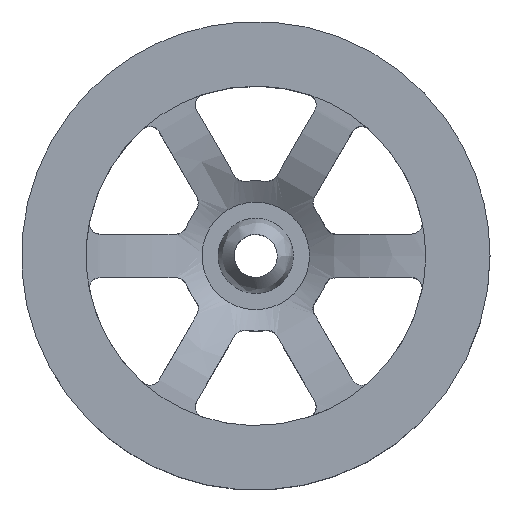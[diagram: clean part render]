
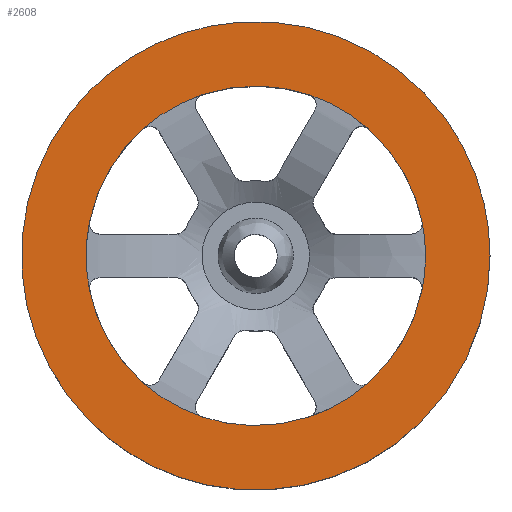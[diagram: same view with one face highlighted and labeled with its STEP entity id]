
A CAD part, top view. The second image highlights one B-rep face of the part: STEP entity #2608.
In plain terms, the highlighted free-form (B-spline) face has degree [1, 1] with [2, 2] control points.
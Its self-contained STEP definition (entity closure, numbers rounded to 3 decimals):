
#981 = VERTEX_POINT('',#982);
#982 = CARTESIAN_POINT('',(8.161,1.7,7.914)
  );
#1108 = VERTEX_POINT('',#1109);
#1109 = CARTESIAN_POINT('',(8.161,-1.7,
    7.914));
#1245 = EDGE_CURVE('',#981,#1246,#1248,.T.);
#1246 = VERTEX_POINT('',#1247);
#1247 = CARTESIAN_POINT('',(8.336,0.,
    7.914));
#1248 = ( BOUNDED_CURVE() B_SPLINE_CURVE(2,(#1249,#1250,#1251),
.UNSPECIFIED.,.F.,.F.) B_SPLINE_CURVE_WITH_KNOTS((3,3),(6.078,
6.283),.PIECEWISE_BEZIER_KNOTS.) CURVE() 
GEOMETRIC_REPRESENTATION_ITEM() RATIONAL_B_SPLINE_CURVE((1.,
0.995,1.)) REPRESENTATION_ITEM('') );
#1249 = CARTESIAN_POINT('',(8.161,1.7,7.914
    ));
#1250 = CARTESIAN_POINT('',(8.336,0.859,7.914
    ));
#1251 = CARTESIAN_POINT('',(8.336,0.,
    7.914));
#1261 = EDGE_CURVE('',#1246,#1108,#1262,.T.);
#1262 = ( BOUNDED_CURVE() B_SPLINE_CURVE(2,(#1263,#1264,#1265),
.UNSPECIFIED.,.F.,.F.) B_SPLINE_CURVE_WITH_KNOTS((3,3),(0.,
0.205),.PIECEWISE_BEZIER_KNOTS.) CURVE() 
GEOMETRIC_REPRESENTATION_ITEM() RATIONAL_B_SPLINE_CURVE((1.,
0.995,1.)) REPRESENTATION_ITEM('') );
#1263 = CARTESIAN_POINT('',(8.336,0.,
    7.914));
#1264 = CARTESIAN_POINT('',(8.336,-0.859,
    7.914));
#1265 = CARTESIAN_POINT('',(8.161,-1.7,
    7.914));
#1309 = VERTEX_POINT('',#1310);
#1310 = CARTESIAN_POINT('',(5.552,-6.218,
    7.914));
#1321 = EDGE_CURVE('',#1309,#1322,#1324,.T.);
#1322 = VERTEX_POINT('',#1323);
#1323 = CARTESIAN_POINT('',(2.609,-7.918,
    7.914));
#1324 = ( BOUNDED_CURVE() B_SPLINE_CURVE(2,(#1325,#1326,#1327),
.UNSPECIFIED.,.F.,.F.) B_SPLINE_CURVE_WITH_KNOTS((3,3),(0.842,
1.253),.PIECEWISE_BEZIER_KNOTS.) CURVE() 
GEOMETRIC_REPRESENTATION_ITEM() RATIONAL_B_SPLINE_CURVE((1.,
0.979,1.)) REPRESENTATION_ITEM('') );
#1325 = CARTESIAN_POINT('',(5.552,-6.218,
    7.914));
#1326 = CARTESIAN_POINT('',(4.258,-7.374,
    7.914));
#1327 = CARTESIAN_POINT('',(2.609,-7.918,
    7.914));
#1445 = VERTEX_POINT('',#1446);
#1446 = CARTESIAN_POINT('',(-2.609,-7.918,
    7.914));
#1457 = EDGE_CURVE('',#1445,#1458,#1460,.T.);
#1458 = VERTEX_POINT('',#1459);
#1459 = CARTESIAN_POINT('',(-5.552,-6.218,
    7.914));
#1460 = ( BOUNDED_CURVE() B_SPLINE_CURVE(2,(#1461,#1462,#1463),
.UNSPECIFIED.,.F.,.F.) B_SPLINE_CURVE_WITH_KNOTS((3,3),(1.889,
2.3),.PIECEWISE_BEZIER_KNOTS.) CURVE() 
GEOMETRIC_REPRESENTATION_ITEM() RATIONAL_B_SPLINE_CURVE((1.,
0.979,1.)) REPRESENTATION_ITEM('') );
#1461 = CARTESIAN_POINT('',(-2.609,-7.918,
    7.914));
#1462 = CARTESIAN_POINT('',(-4.258,-7.374,
    7.914));
#1463 = CARTESIAN_POINT('',(-5.552,-6.218,
    7.914));
#1581 = VERTEX_POINT('',#1582);
#1582 = CARTESIAN_POINT('',(-8.161,-1.7,
    7.914));
#1593 = EDGE_CURVE('',#1581,#1594,#1596,.T.);
#1594 = VERTEX_POINT('',#1595);
#1595 = CARTESIAN_POINT('',(-8.161,1.7,
    7.914));
#1596 = ( BOUNDED_CURVE() B_SPLINE_CURVE(2,(#1597,#1598,#1599),
.UNSPECIFIED.,.F.,.F.) B_SPLINE_CURVE_WITH_KNOTS((3,3),(2.936,
3.347),.PIECEWISE_BEZIER_KNOTS.) CURVE() 
GEOMETRIC_REPRESENTATION_ITEM() RATIONAL_B_SPLINE_CURVE((1.,
0.979,1.)) REPRESENTATION_ITEM('') );
#1597 = CARTESIAN_POINT('',(-8.161,-1.7,
    7.914));
#1598 = CARTESIAN_POINT('',(-8.515,0.,
    7.914));
#1599 = CARTESIAN_POINT('',(-8.161,1.7,
    7.914));
#1721 = VERTEX_POINT('',#1722);
#1722 = CARTESIAN_POINT('',(-5.552,6.218,
    7.914));
#1733 = EDGE_CURVE('',#1721,#1734,#1736,.T.);
#1734 = VERTEX_POINT('',#1735);
#1735 = CARTESIAN_POINT('',(-2.609,7.918,
    7.914));
#1736 = ( BOUNDED_CURVE() B_SPLINE_CURVE(2,(#1737,#1738,#1739),
.UNSPECIFIED.,.F.,.F.) B_SPLINE_CURVE_WITH_KNOTS((3,3),(3.983,
4.394),.PIECEWISE_BEZIER_KNOTS.) CURVE() 
GEOMETRIC_REPRESENTATION_ITEM() RATIONAL_B_SPLINE_CURVE((1.,
0.979,1.)) REPRESENTATION_ITEM('') );
#1737 = CARTESIAN_POINT('',(-5.552,6.218,
    7.914));
#1738 = CARTESIAN_POINT('',(-4.258,7.374,
    7.914));
#1739 = CARTESIAN_POINT('',(-2.609,7.918,
    7.914));
#1857 = VERTEX_POINT('',#1858);
#1858 = CARTESIAN_POINT('',(2.609,7.918,7.914
    ));
#1869 = EDGE_CURVE('',#1857,#1870,#1872,.T.);
#1870 = VERTEX_POINT('',#1871);
#1871 = CARTESIAN_POINT('',(5.552,6.218,7.914
    ));
#1872 = ( BOUNDED_CURVE() B_SPLINE_CURVE(2,(#1873,#1874,#1875),
.UNSPECIFIED.,.F.,.F.) B_SPLINE_CURVE_WITH_KNOTS((3,3),(5.031,
5.441),.PIECEWISE_BEZIER_KNOTS.) CURVE() 
GEOMETRIC_REPRESENTATION_ITEM() RATIONAL_B_SPLINE_CURVE((1.,
0.979,1.)) REPRESENTATION_ITEM('') );
#1873 = CARTESIAN_POINT('',(2.609,7.918,7.914
    ));
#1874 = CARTESIAN_POINT('',(4.258,7.374,7.914
    ));
#1875 = CARTESIAN_POINT('',(5.552,6.218,7.914
    ));
#2477 = EDGE_CURVE('',#1870,#981,#2478,.T.);
#2478 = ( BOUNDED_CURVE() B_SPLINE_CURVE(2,(#2479,#2480,#2481),
.UNSPECIFIED.,.F.,.F.) B_SPLINE_CURVE_WITH_KNOTS((3,3),(5.441,
6.078),.PIECEWISE_BEZIER_KNOTS.) CURVE() 
GEOMETRIC_REPRESENTATION_ITEM() RATIONAL_B_SPLINE_CURVE((1.,0.95
,1.)) REPRESENTATION_ITEM('') );
#2479 = CARTESIAN_POINT('',(5.552,6.218,7.914
    ));
#2480 = CARTESIAN_POINT('',(7.601,4.389,7.914
    ));
#2481 = CARTESIAN_POINT('',(8.161,1.7,7.914
    ));
#2496 = EDGE_CURVE('',#1734,#1857,#2497,.T.);
#2497 = ( BOUNDED_CURVE() B_SPLINE_CURVE(2,(#2498,#2499,#2500),
.UNSPECIFIED.,.F.,.F.) B_SPLINE_CURVE_WITH_KNOTS((3,3),(4.394,
5.031),.PIECEWISE_BEZIER_KNOTS.) CURVE() 
GEOMETRIC_REPRESENTATION_ITEM() RATIONAL_B_SPLINE_CURVE((1.,0.95
,1.)) REPRESENTATION_ITEM('') );
#2498 = CARTESIAN_POINT('',(-2.609,7.918,
    7.914));
#2499 = CARTESIAN_POINT('',(0.,8.777,
    7.914));
#2500 = CARTESIAN_POINT('',(2.609,7.918,7.914
    ));
#2515 = EDGE_CURVE('',#1594,#1721,#2516,.T.);
#2516 = ( BOUNDED_CURVE() B_SPLINE_CURVE(2,(#2517,#2518,#2519),
.UNSPECIFIED.,.F.,.F.) B_SPLINE_CURVE_WITH_KNOTS((3,3),(3.347,
3.983),.PIECEWISE_BEZIER_KNOTS.) CURVE() 
GEOMETRIC_REPRESENTATION_ITEM() RATIONAL_B_SPLINE_CURVE((1.,0.95
,1.)) REPRESENTATION_ITEM('') );
#2517 = CARTESIAN_POINT('',(-8.161,1.7,
    7.914));
#2518 = CARTESIAN_POINT('',(-7.601,4.389,
    7.914));
#2519 = CARTESIAN_POINT('',(-5.552,6.218,
    7.914));
#2534 = EDGE_CURVE('',#1458,#1581,#2535,.T.);
#2535 = ( BOUNDED_CURVE() B_SPLINE_CURVE(2,(#2536,#2537,#2538),
.UNSPECIFIED.,.F.,.F.) B_SPLINE_CURVE_WITH_KNOTS((3,3),(2.3,
2.936),.PIECEWISE_BEZIER_KNOTS.) CURVE() 
GEOMETRIC_REPRESENTATION_ITEM() RATIONAL_B_SPLINE_CURVE((1.,0.95
,1.)) REPRESENTATION_ITEM('') );
#2536 = CARTESIAN_POINT('',(-5.552,-6.218,
    7.914));
#2537 = CARTESIAN_POINT('',(-7.601,-4.389,
    7.914));
#2538 = CARTESIAN_POINT('',(-8.161,-1.7,
    7.914));
#2553 = EDGE_CURVE('',#1322,#1445,#2554,.T.);
#2554 = ( BOUNDED_CURVE() B_SPLINE_CURVE(2,(#2555,#2556,#2557),
.UNSPECIFIED.,.F.,.F.) B_SPLINE_CURVE_WITH_KNOTS((3,3),(1.253,
1.889),.PIECEWISE_BEZIER_KNOTS.) CURVE() 
GEOMETRIC_REPRESENTATION_ITEM() RATIONAL_B_SPLINE_CURVE((1.,0.95
,1.)) REPRESENTATION_ITEM('') );
#2555 = CARTESIAN_POINT('',(2.609,-7.918,
    7.914));
#2556 = CARTESIAN_POINT('',(0.,-8.777,
    7.914));
#2557 = CARTESIAN_POINT('',(-2.609,-7.918,
    7.914));
#2572 = EDGE_CURVE('',#1108,#1309,#2573,.T.);
#2573 = ( BOUNDED_CURVE() B_SPLINE_CURVE(2,(#2574,#2575,#2576),
.UNSPECIFIED.,.F.,.F.) B_SPLINE_CURVE_WITH_KNOTS((3,3),(0.205,
0.842),.PIECEWISE_BEZIER_KNOTS.) CURVE() 
GEOMETRIC_REPRESENTATION_ITEM() RATIONAL_B_SPLINE_CURVE((1.,0.95
,1.)) REPRESENTATION_ITEM('') );
#2574 = CARTESIAN_POINT('',(8.161,-1.7,
    7.914));
#2575 = CARTESIAN_POINT('',(7.601,-4.389,
    7.914));
#2576 = CARTESIAN_POINT('',(5.552,-6.218,
    7.914));
#2608 = ADVANCED_FACE('',(#2609,#2623),#2638,.F.);
#2609 = FACE_BOUND('',#2610,.F.);
#2610 = EDGE_LOOP('',(#2611));
#2611 = ORIENTED_EDGE('',*,*,#2612,.T.);
#2612 = EDGE_CURVE('',#2613,#2613,#2615,.T.);
#2613 = VERTEX_POINT('',#2614);
#2614 = CARTESIAN_POINT('',(11.502,0.,
    7.914));
#2615 = ( BOUNDED_CURVE() B_SPLINE_CURVE(2,(#2616,#2617,#2618,#2619,
#2620,#2621,#2622),.UNSPECIFIED.,.T.,.F.) B_SPLINE_CURVE_WITH_KNOTS((1,2
    ,2,2,2,1),(-2.094,0.,2.094,4.189,
6.283,8.378),.UNSPECIFIED.) CURVE() 
GEOMETRIC_REPRESENTATION_ITEM() RATIONAL_B_SPLINE_CURVE((1.,0.5,1.,0.5,
1.,0.5,1.)) REPRESENTATION_ITEM('') );
#2616 = CARTESIAN_POINT('',(11.502,0.,
    7.914));
#2617 = CARTESIAN_POINT('',(11.502,-19.922,
    7.914));
#2618 = CARTESIAN_POINT('',(-5.751,-9.961,
    7.914));
#2619 = CARTESIAN_POINT('',(-23.004,0.,
    7.914));
#2620 = CARTESIAN_POINT('',(-5.751,9.961,
    7.914));
#2621 = CARTESIAN_POINT('',(11.502,19.922,
    7.914));
#2622 = CARTESIAN_POINT('',(11.502,0.,
    7.914));
#2623 = FACE_BOUND('',#2624,.F.);
#2624 = EDGE_LOOP('',(#2625,#2626,#2627,#2628,#2629,#2630,#2631,#2632,
    #2633,#2634,#2635,#2636,#2637));
#2625 = ORIENTED_EDGE('',*,*,#1261,.F.);
#2626 = ORIENTED_EDGE('',*,*,#1245,.F.);
#2627 = ORIENTED_EDGE('',*,*,#2477,.F.);
#2628 = ORIENTED_EDGE('',*,*,#1869,.F.);
#2629 = ORIENTED_EDGE('',*,*,#2496,.F.);
#2630 = ORIENTED_EDGE('',*,*,#1733,.F.);
#2631 = ORIENTED_EDGE('',*,*,#2515,.F.);
#2632 = ORIENTED_EDGE('',*,*,#1593,.F.);
#2633 = ORIENTED_EDGE('',*,*,#2534,.F.);
#2634 = ORIENTED_EDGE('',*,*,#1457,.F.);
#2635 = ORIENTED_EDGE('',*,*,#2553,.F.);
#2636 = ORIENTED_EDGE('',*,*,#1321,.F.);
#2637 = ORIENTED_EDGE('',*,*,#2572,.F.);
#2638 = B_SPLINE_SURFACE_WITH_KNOTS('',1,1,(
    (#2639,#2640)
    ,(#2641,#2642
    )),.UNSPECIFIED.,.F.,.F.,.F.,(2,2),(2,2),(-10.9,10.9),(-10.9,10.9),
  .PIECEWISE_BEZIER_KNOTS.);
#2639 = CARTESIAN_POINT('',(-11.502,11.502,
    7.914));
#2640 = CARTESIAN_POINT('',(-11.502,-11.502,7.914
    ));
#2641 = CARTESIAN_POINT('',(11.502,11.502,
    7.914));
#2642 = CARTESIAN_POINT('',(11.502,-11.502,
    7.914));
